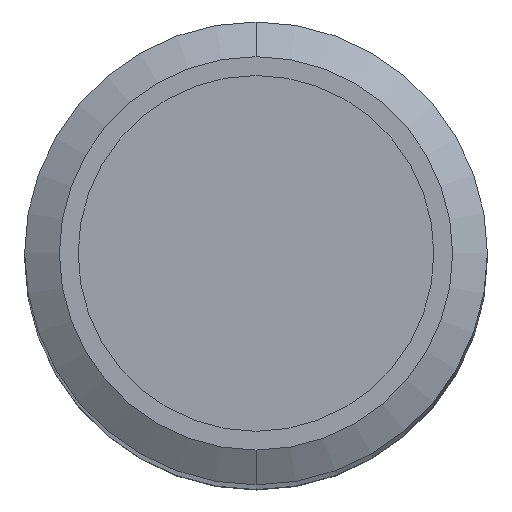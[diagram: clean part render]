
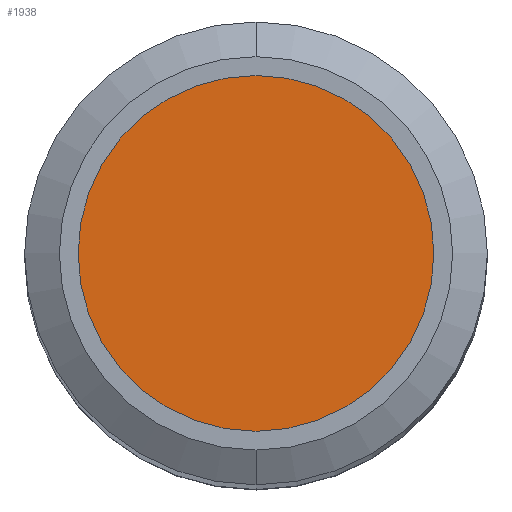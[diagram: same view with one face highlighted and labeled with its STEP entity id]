
A CAD part, top view. The second image highlights one B-rep face of the part: STEP entity #1938.
In plain terms, the highlighted planar face has unit normal (0, 0, 1).
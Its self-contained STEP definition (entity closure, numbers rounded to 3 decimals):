
#1793=CARTESIAN_POINT('',(0.,0.,0.));
#1794=DIRECTION('',(0.,0.,1.));
#1795=DIRECTION('',(0.,-1.,0.));
#1796=AXIS2_PLACEMENT_3D('',#1793,#1794,#1795);
#1815=CARTESIAN_POINT('',(0.,0.,0.));
#1816=DIRECTION('',(0.,0.,-1.));
#1817=DIRECTION('',(0.,-1.,0.));
#1818=AXIS2_PLACEMENT_3D('',#1815,#1816,#1817);
#1843=CARTESIAN_POINT('',(0.,-3.075,0.));
#1844=CARTESIAN_POINT('',(0.,3.075,0.));
#1845=VERTEX_POINT('',#1843);
#1846=VERTEX_POINT('',#1844);
#1929=CARTESIAN_POINT('',(0.,0.,0.));
#1930=DIRECTION('',(0.,0.,-1.));
#1931=DIRECTION('',(0.,-1.,0.));
#1932=AXIS2_PLACEMENT_3D('',#1929,#1930,#1931);
#1933=PLANE('',#1932);
#1934=ORIENTED_EDGE('',*,*,#1911,.F.);
#1935=ORIENTED_EDGE('',*,*,#1924,.T.);
#1936=EDGE_LOOP('',(#1934,#1935));
#1937=FACE_OUTER_BOUND('',#1936,.F.);
#1938=ADVANCED_FACE('',(#1937),#1933,.F.);
#1797=CIRCLE('',#1796,3.075);
#1819=CIRCLE('',#1818,3.075);
#1911=EDGE_CURVE('',#1845,#1846,#1797,.T.);
#1924=EDGE_CURVE('',#1845,#1846,#1819,.T.);
